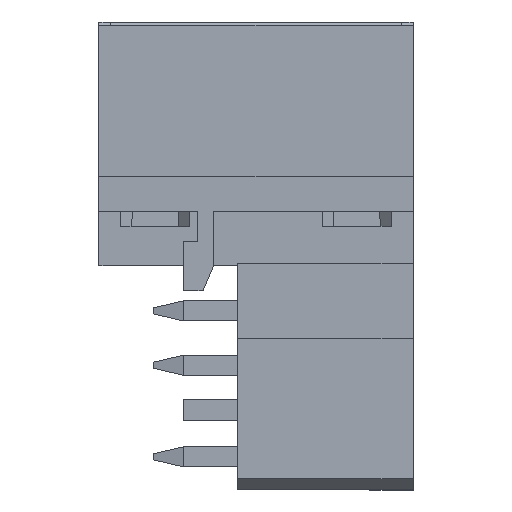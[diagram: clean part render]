
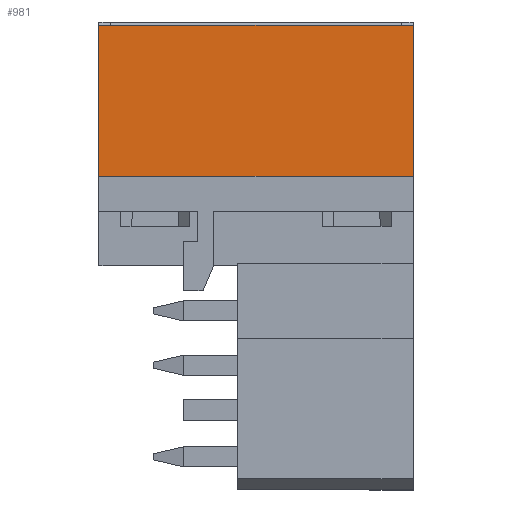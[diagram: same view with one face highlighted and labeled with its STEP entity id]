
A CAD part, front view. The second image highlights one B-rep face of the part: STEP entity #981.
In plain terms, the highlighted planar face has unit normal (0, -1, 0).
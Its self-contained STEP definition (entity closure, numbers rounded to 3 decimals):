
#960=AXIS2_PLACEMENT_3D('Plane Axis2P3D',#957,#958,#959) ;
#144=CARTESIAN_POINT('Vertex',(15.6,4.433,23.098)) ;
#147=CARTESIAN_POINT('Line Origine',(15.6,4.433,21.719)) ;
#151=CARTESIAN_POINT('Vertex',(15.6,4.433,20.34)) ;
#155=CARTESIAN_POINT('Control Point',(15.6,4.433,15.577)) ;
#156=CARTESIAN_POINT('Control Point',(15.6,4.433,20.34)) ;
#157=CARTESIAN_POINT('Vertex',(15.6,4.433,15.577)) ;
#617=CARTESIAN_POINT('Vertex',(0.,4.433,15.577)) ;
#620=CARTESIAN_POINT('Line Origine',(7.8,4.433,15.577)) ;
#957=CARTESIAN_POINT('Axis2P3D Location',(20.6,4.433,15.577)) ;
#962=CARTESIAN_POINT('Line Origine',(0.,4.433,19.338)) ;
#966=CARTESIAN_POINT('Vertex',(0.,4.433,23.098)) ;
#969=CARTESIAN_POINT('Line Origine',(7.8,4.433,23.098)) ;
#148=DIRECTION('Vector Direction',(0.,0.,1.)) ;
#621=DIRECTION('Vector Direction',(-1.,0.,0.)) ;
#958=DIRECTION('Axis2P3D Direction',(0.,-1.,0.)) ;
#959=DIRECTION('Axis2P3D XDirection',(0.,0.,1.)) ;
#963=DIRECTION('Vector Direction',(0.,0.,1.)) ;
#970=DIRECTION('Vector Direction',(1.,0.,0.)) ;
#149=VECTOR('Line Direction',#148,1.) ;
#622=VECTOR('Line Direction',#621,1.) ;
#964=VECTOR('Line Direction',#963,1.) ;
#971=VECTOR('Line Direction',#970,1.) ;
#975=ORIENTED_EDGE('',*,*,#968,.F.) ;
#976=ORIENTED_EDGE('',*,*,#624,.F.) ;
#977=ORIENTED_EDGE('',*,*,#159,.F.) ;
#978=ORIENTED_EDGE('',*,*,#153,.T.) ;
#979=ORIENTED_EDGE('',*,*,#973,.F.) ;
#981=ADVANCED_FACE('STIFTLEISTE',(#980),#961,.T.) ;
#154=B_SPLINE_CURVE_WITH_KNOTS('',1,(#155,#156),.UNSPECIFIED.,.F.,.U.,(2,2),(0.,4.763),.UNSPECIFIED.) ;
#153=EDGE_CURVE('',#152,#145,#150,.T.) ;
#159=EDGE_CURVE('',#152,#158,#154,.F.) ;
#624=EDGE_CURVE('',#158,#618,#623,.T.) ;
#968=EDGE_CURVE('',#618,#967,#965,.T.) ;
#973=EDGE_CURVE('',#967,#145,#972,.T.) ;
#974=EDGE_LOOP('',(#975,#976,#977,#978,#979)) ;
#980=FACE_OUTER_BOUND('',#974,.T.) ;
#150=LINE('Line',#147,#149) ;
#623=LINE('Line',#620,#622) ;
#965=LINE('Line',#962,#964) ;
#972=LINE('Line',#969,#971) ;
#961=PLANE('',#960) ;
#145=VERTEX_POINT('',#144) ;
#152=VERTEX_POINT('',#151) ;
#158=VERTEX_POINT('',#157) ;
#618=VERTEX_POINT('',#617) ;
#967=VERTEX_POINT('',#966) ;
